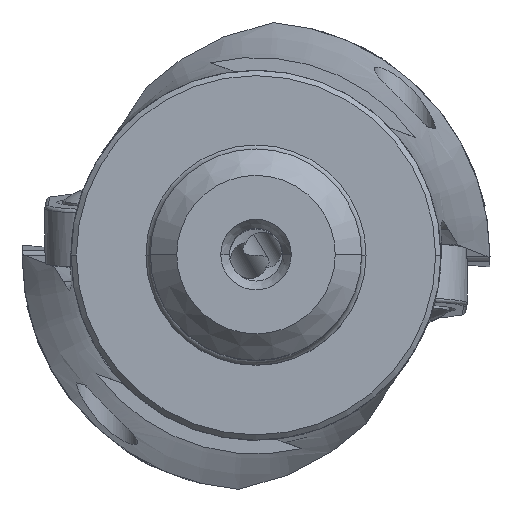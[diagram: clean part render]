
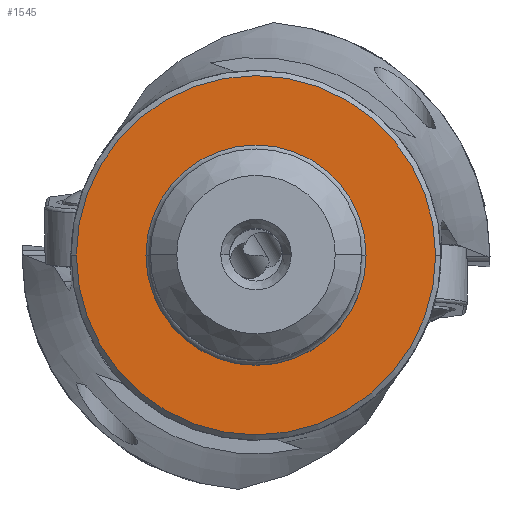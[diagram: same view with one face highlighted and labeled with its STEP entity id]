
A CAD part, top view. The second image highlights one B-rep face of the part: STEP entity #1545.
In plain terms, the highlighted planar face has unit normal (0, 0, 1).
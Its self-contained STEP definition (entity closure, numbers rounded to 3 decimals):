
#391=PLANE('',#8693);
#482=FACE_BOUND('',#2424,.T.);
#483=FACE_BOUND('',#2425,.T.);
#1545=ADVANCED_FACE('',(#482,#483),#391,.T.);
#2424=EDGE_LOOP('',(#4507,#4508,#4509,#4510));
#2425=EDGE_LOOP('',(#4511,#4512));
#2909=CIRCLE('',#8686,6.25);
#2910=CIRCLE('',#8688,10.2);
#2911=CIRCLE('',#8689,10.2);
#2912=CIRCLE('',#8690,10.2);
#2913=CIRCLE('',#8691,10.2);
#2914=CIRCLE('',#8692,6.25);
#4507=ORIENTED_EDGE('',*,*,#7055,.T.);
#4508=ORIENTED_EDGE('',*,*,#7056,.F.);
#4509=ORIENTED_EDGE('',*,*,#7057,.F.);
#4510=ORIENTED_EDGE('',*,*,#7058,.T.);
#4511=ORIENTED_EDGE('',*,*,#7054,.F.);
#4512=ORIENTED_EDGE('',*,*,#7059,.F.);
#6042=VERTEX_POINT('',#16439);
#6043=VERTEX_POINT('',#16441);
#6044=VERTEX_POINT('',#16445);
#6045=VERTEX_POINT('',#16446);
#6046=VERTEX_POINT('',#16448);
#6047=VERTEX_POINT('',#16450);
#7054=EDGE_CURVE('',#6043,#6042,#2909,.T.);
#7055=EDGE_CURVE('',#6044,#6045,#2910,.T.);
#7056=EDGE_CURVE('',#6046,#6045,#2911,.T.);
#7057=EDGE_CURVE('',#6047,#6046,#2912,.T.);
#7058=EDGE_CURVE('',#6047,#6044,#2913,.T.);
#7059=EDGE_CURVE('',#6042,#6043,#2914,.T.);
#8686=AXIS2_PLACEMENT_3D('',#16442,#10373,#10374);
#8688=AXIS2_PLACEMENT_3D('',#16444,#10377,#10378);
#8689=AXIS2_PLACEMENT_3D('',#16447,#10379,#10380);
#8690=AXIS2_PLACEMENT_3D('',#16449,#10381,#10382);
#8691=AXIS2_PLACEMENT_3D('',#16451,#10383,#10384);
#8692=AXIS2_PLACEMENT_3D('',#16452,#10385,#10386);
#8693=AXIS2_PLACEMENT_3D('',#16453,#10387,#10388);
#10373=DIRECTION('',(0.,0.,1.));
#10374=DIRECTION('',(1.,0.,0.));
#10377=DIRECTION('',(0.,0.,1.));
#10378=DIRECTION('',(1.,-0.002,0.));
#10379=DIRECTION('',(0.,0.,-1.));
#10380=DIRECTION('',(1.,-0.002,0.));
#10381=DIRECTION('',(0.,0.,-1.));
#10382=DIRECTION('',(-1.,0.002,0.));
#10383=DIRECTION('',(0.,0.,1.));
#10384=DIRECTION('',(-1.,0.002,0.));
#10385=DIRECTION('',(0.,0.,1.));
#10386=DIRECTION('',(-1.,0.,0.));
#10387=DIRECTION('',(0.,0.,1.));
#10388=DIRECTION('',(1.,0.,0.));
#16439=CARTESIAN_POINT('',(-6.25,0.,0.));
#16441=CARTESIAN_POINT('',(6.25,0.,0.));
#16442=CARTESIAN_POINT('',(0.,0.,0.));
#16444=CARTESIAN_POINT('',(0.,0.,0.));
#16445=CARTESIAN_POINT('',(-10.2,0.,0.));
#16446=CARTESIAN_POINT('',(10.2,-0.016,0.));
#16447=CARTESIAN_POINT('',(0.,0.,0.));
#16448=CARTESIAN_POINT('',(10.2,0.,0.));
#16449=CARTESIAN_POINT('',(0.,0.,0.));
#16450=CARTESIAN_POINT('',(-10.2,0.016,0.));
#16451=CARTESIAN_POINT('',(0.,0.,0.));
#16452=CARTESIAN_POINT('',(0.,0.,0.));
#16453=CARTESIAN_POINT('',(0.,0.,0.));
